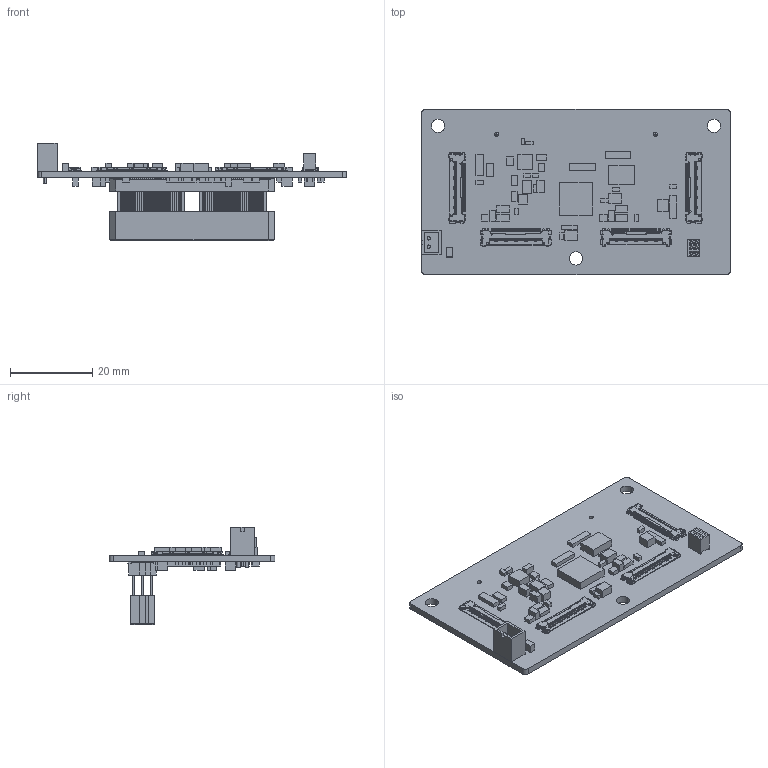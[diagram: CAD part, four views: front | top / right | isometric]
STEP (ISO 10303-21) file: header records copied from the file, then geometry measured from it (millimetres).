
FILE_DESCRIPTION(('CATIA V5 STEP Exchange'),'2;1');
FILE_NAME('ZED Link MIPI V1.0_STP_20260211.stp','2026-02-11T08:53:37+00:00',('none'),('none'),'CATIA Version 5 Release 21 GA (IN-10)','CATIA V5 STEP AP214 Edition 3','none');
FILE_SCHEMA(('AUTOMOTIVE_DESIGN { 1 0 10303 214 3 1 1 1 }'));
Products named in the file (13): Product1; JX405; JX401; 20633-R1R7 ALL; -FP TOP; -FP BOT; 20021311-0006XXLFC; QTH-060-04-L-D-A; TQTH-060-04-L-D-A_terminal; T-1S60-04(-060-04-D-L)_pin; T-1S60-04(-060-04-D)_pin2; T-1G1-04_imp; LTQTH-060-04-L-D-A_lower_terminal
Assembly tree (18 placements, depth 3):
  Product1
    JX405
    JX401
    20633-R1R7 ALL  x4
    -FP TOP
    -FP BOT
    20021311-0006XXLFC
    QTH-060-04-L-D-A
      TQTH-060-04-L-D-A_terminal
      T-1S60-04(-060-04-D-L)_pin  x2
      T-1S60-04(-060-04-D)_pin2  x2
      T-1G1-04_imp  x2
      LTQTH-060-04-L-D-A_lower_terminal
Bounding box: 75 x 40.2 x 23.64 mm (x, y, z)
Volume: 7997.9 mm3; surface area: 15703.1 mm2
Topology: 95 solids, 95 shells, 8754 faces, 25022 edges, 16548 vertices
Faces by surface type: plane 6752, cylinder 1802, bspline 160, cone 32, sphere 8
Entity records: 138871 total; most frequent: CARTESIAN_POINT 29795, ORIENTED_EDGE 21090, DIRECTION 16933, EDGE_CURVE 10545, VECTOR 9347, LINE 9347, VERTEX_POINT 6994, AXIS2_PLACEMENT_3D 4017
